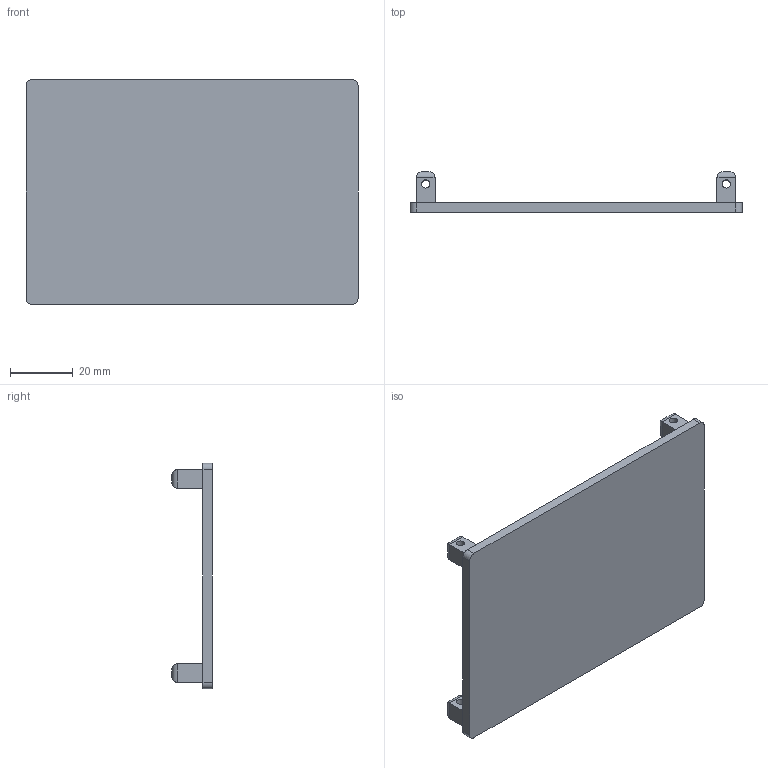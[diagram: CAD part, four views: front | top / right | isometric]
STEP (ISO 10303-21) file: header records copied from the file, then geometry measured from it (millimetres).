
FILE_DESCRIPTION(/* description */ (''),/* implementation_level */ '2;1');
FILE_NAME(/* name */ 'RPIholderTop.stp',/* time_stamp */ '2024-03-01T21:55:08+01:00',/* author */ ('tadea'),/* organization */ (''),/* preprocessor_version */ 'ST-DEVELOPER v18.1',/* originating_system */ 'Autodesk Inventor 2022',/* authorisation */ '');
FILE_SCHEMA (('AUTOMOTIVE_DESIGN { 1 0 10303 214 3 1 1 }'));
Length unit declared in the file: millimetre
Products named in the file (1): RPIholderTOP
Bounding box: 106 x 13 x 72 mm (x, y, z)
Volume: 24128.1 mm3; surface area: 17336.9 mm2
Topology: 1 solids, 1 shells, 50 faces, 116 edges, 72 vertices
Faces by surface type: plane 26, cylinder 24
Full cylindrical faces by diameter (mm): 2.6 x4
Entity records: 1461 total; most frequent: DIRECTION 250, CARTESIAN_POINT 239, ORIENTED_EDGE 232, EDGE_CURVE 116, LINE 84, VECTOR 84, AXIS2_PLACEMENT_3D 83, VERTEX_POINT 72
